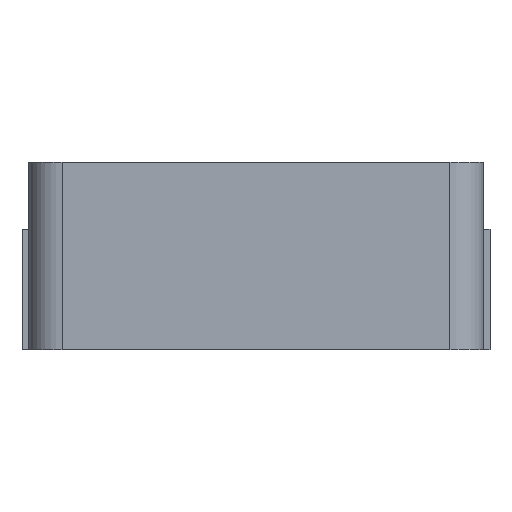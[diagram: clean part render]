
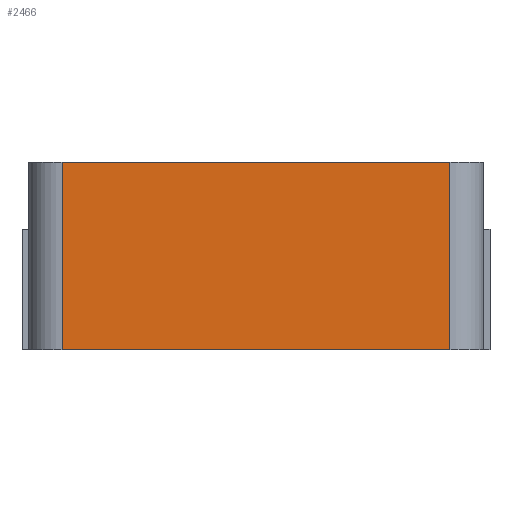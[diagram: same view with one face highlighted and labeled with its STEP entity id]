
A CAD part, front view. The second image highlights one B-rep face of the part: STEP entity #2466.
In plain terms, the highlighted planar face has unit normal (0, -1, 0).
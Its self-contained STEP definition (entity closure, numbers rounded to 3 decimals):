
#384=FACE_OUTER_BOUND('',#517,.T.);
#517=EDGE_LOOP('',(#2203,#2204,#2205,#2206));
#660=LINE('',#4672,#869);
#712=LINE('',#4806,#921);
#713=LINE('',#4810,#922);
#721=LINE('',#4828,#930);
#869=VECTOR('',#2748,10.);
#921=VECTOR('',#2862,10.);
#922=VECTOR('',#2867,10.);
#930=VECTOR('',#2883,10.);
#1132=VERTEX_POINT('',#4669);
#1133=VERTEX_POINT('',#4671);
#1184=VERTEX_POINT('',#4805);
#1185=VERTEX_POINT('',#4809);
#1465=EDGE_CURVE('',#1132,#1133,#660,.T.);
#1532=EDGE_CURVE('',#1133,#1184,#712,.T.);
#1534=EDGE_CURVE('',#1184,#1185,#713,.T.);
#1545=EDGE_CURVE('',#1185,#1132,#721,.T.);
#2203=ORIENTED_EDGE('',*,*,#1532,.F.);
#2204=ORIENTED_EDGE('',*,*,#1465,.F.);
#2205=ORIENTED_EDGE('',*,*,#1545,.F.);
#2206=ORIENTED_EDGE('',*,*,#1534,.F.);
#2340=PLANE('',#2559);
#2466=ADVANCED_FACE('',(#384),#2340,.T.);
#2559=AXIS2_PLACEMENT_3D('',#4827,#2881,#2882);
#2748=DIRECTION('',(1.,0.,0.));
#2862=DIRECTION('',(0.,0.,-1.));
#2867=DIRECTION('',(-1.,0.,0.));
#2881=DIRECTION('center_axis',(0.,-1.,0.));
#2882=DIRECTION('ref_axis',(1.,0.,0.));
#2883=DIRECTION('',(0.,0.,1.));
#4669=CARTESIAN_POINT('',(-2.9,-3.3,2.8));
#4671=CARTESIAN_POINT('',(2.9,-3.3,2.8));
#4672=CARTESIAN_POINT('',(-2.94,-3.3,2.8));
#4805=CARTESIAN_POINT('',(2.9,-3.3,0.));
#4806=CARTESIAN_POINT('',(2.9,-3.3,0.));
#4809=CARTESIAN_POINT('',(-2.9,-3.3,0.));
#4810=CARTESIAN_POINT('',(-2.94,-3.3,0.));
#4827=CARTESIAN_POINT('Origin',(-3.5,-3.3,0.));
#4828=CARTESIAN_POINT('',(-2.9,-3.3,0.));
